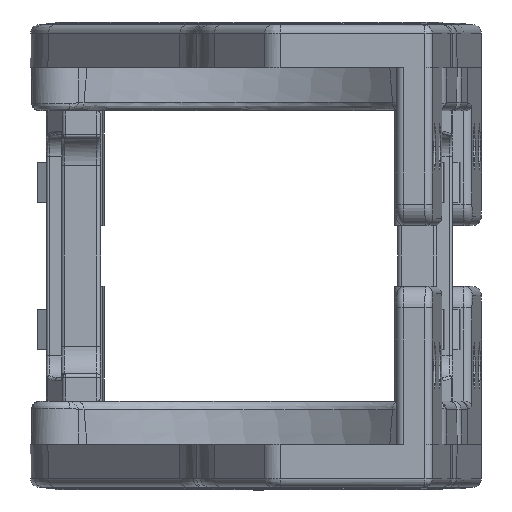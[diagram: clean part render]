
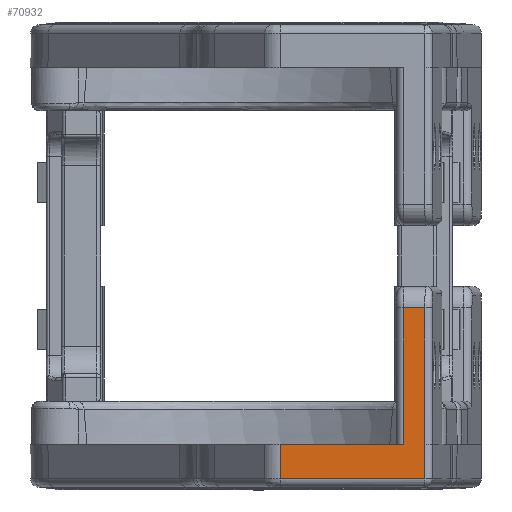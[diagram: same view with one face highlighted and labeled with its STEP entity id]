
A CAD part, left-side view. The second image highlights one B-rep face of the part: STEP entity #70932.
In plain terms, the highlighted planar face has unit normal (-0.999, 0.036, 0).
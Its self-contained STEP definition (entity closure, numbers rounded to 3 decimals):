
#3282 = VECTOR ( 'NONE', #57860, 1000. ) ;
#3552 = VERTEX_POINT ( 'NONE', #75255 ) ;
#4013 = DIRECTION ( 'NONE',  ( 0., 0., 1. ) ) ;
#5366 = EDGE_CURVE ( 'NONE', #6564, #3552, #95182, .T. ) ;
#5465 = CARTESIAN_POINT ( 'NONE',  ( -198.619, 167.586, -12.303 ) ) ;
#6511 = CARTESIAN_POINT ( 'NONE',  ( -199.229, 150.448, -105.341 ) ) ;
#6564 = VERTEX_POINT ( 'NONE', #5465 ) ;
#6980 = EDGE_CURVE ( 'NONE', #17393, #71461, #97270, .T. ) ;
#8233 = VECTOR ( 'NONE', #43544, 1000. ) ;
#10526 = DIRECTION ( 'NONE',  ( 0., 0., 1. ) ) ;
#12431 = CARTESIAN_POINT ( 'NONE',  ( -199.371, 146.451, 11.497 ) ) ;
#16736 = ORIENTED_EDGE ( 'NONE', *, *, #6980, .T. ) ;
#17393 = VERTEX_POINT ( 'NONE', #52557 ) ;
#18955 = ORIENTED_EDGE ( 'NONE', *, *, #5366, .T. ) ;
#20910 = EDGE_CURVE ( 'NONE', #91129, #17393, #79131, .T. ) ;
#23839 = CARTESIAN_POINT ( 'NONE',  ( -199.336, 147.45, -7.503 ) ) ;
#28592 = CARTESIAN_POINT ( 'NONE',  ( -198.619, 167.572, -13.487 ) ) ;
#28946 = VECTOR ( 'NONE', #10526, 1000. ) ;
#29169 = CARTESIAN_POINT ( 'NONE',  ( -199.371, 146.451, -12.303 ) ) ;
#30861 = LINE ( 'NONE', #42621, #65455 ) ;
#30892 = EDGE_CURVE ( 'NONE', #71461, #6564, #65138, .T. ) ;
#31551 = ORIENTED_EDGE ( 'NONE', *, *, #56893, .T. ) ;
#32601 = EDGE_LOOP ( 'NONE', ( #57416, #70625, #16736, #77873, #18955, #58775, #31551 ) ) ;
#36448 = VECTOR ( 'NONE', #50150, 1000. ) ;
#37442 = EDGE_CURVE ( 'NONE', #72144, #91129, #60251, .T. ) ;
#41054 = VECTOR ( 'NONE', #45155, 1000. ) ;
#42621 = CARTESIAN_POINT ( 'NONE',  ( -199.336, 147.45, -105.341 ) ) ;
#43512 = CARTESIAN_POINT ( 'NONE',  ( -199.371, 146.451, -7.503 ) ) ;
#43544 = DIRECTION ( 'NONE',  ( -0.036, -0.999, 0. ) ) ;
#45155 = DIRECTION ( 'NONE',  ( 0., 0., -1. ) ) ;
#49295 = LINE ( 'NONE', #70767, #28946 ) ;
#50150 = DIRECTION ( 'NONE',  ( 0.036, 0.999, 0. ) ) ;
#52557 = CARTESIAN_POINT ( 'NONE',  ( -199.229, 150.448, -7.503 ) ) ;
#56893 = EDGE_CURVE ( 'NONE', #60302, #72144, #30861, .T. ) ;
#56957 = DIRECTION ( 'NONE',  ( 0., -0.012, -1. ) ) ;
#57044 = FACE_OUTER_BOUND ( 'NONE', #32601, .T. ) ;
#57416 = ORIENTED_EDGE ( 'NONE', *, *, #37442, .T. ) ;
#57860 = DIRECTION ( 'NONE',  ( 0.036, 0.999, 0. ) ) ;
#58775 = ORIENTED_EDGE ( 'NONE', *, *, #63093, .T. ) ;
#60251 = LINE ( 'NONE', #12431, #36448 ) ;
#60302 = VERTEX_POINT ( 'NONE', #23839 ) ;
#61234 = CARTESIAN_POINT ( 'NONE',  ( -199.371, 146.451, -105.341 ) ) ;
#63093 = EDGE_CURVE ( 'NONE', #3552, #60302, #49295, .T. ) ;
#64886 = AXIS2_PLACEMENT_3D ( 'NONE', #61234, #76828, #83483 ) ;
#65138 = LINE ( 'NONE', #28592, #69988 ) ;
#65455 = VECTOR ( 'NONE', #4013, 1000. ) ;
#66011 = CARTESIAN_POINT ( 'NONE',  ( -198.617, 167.643, -7.503 ) ) ;
#67852 = CARTESIAN_POINT ( 'NONE',  ( -199.336, 147.45, 11.497 ) ) ;
#69988 = VECTOR ( 'NONE', #56957, 1000. ) ;
#70625 = ORIENTED_EDGE ( 'NONE', *, *, #20910, .T. ) ;
#70767 = CARTESIAN_POINT ( 'NONE',  ( -199.336, 147.45, -105.341 ) ) ;
#70932 = ADVANCED_FACE ( 'NONE', ( #57044 ), #84140, .F. ) ;
#71461 = VERTEX_POINT ( 'NONE', #66011 ) ;
#71683 = CARTESIAN_POINT ( 'NONE',  ( -199.229, 150.448, 11.497 ) ) ;
#72144 = VERTEX_POINT ( 'NONE', #67852 ) ;
#75255 = CARTESIAN_POINT ( 'NONE',  ( -199.336, 147.45, -12.303 ) ) ;
#76828 = DIRECTION ( 'NONE',  ( 0.999, -0.036, 0. ) ) ;
#77873 = ORIENTED_EDGE ( 'NONE', *, *, #30892, .T. ) ;
#79131 = LINE ( 'NONE', #6511, #41054 ) ;
#83483 = DIRECTION ( 'NONE',  ( 0., 0., -1. ) ) ;
#84140 = PLANE ( 'NONE',  #64886 ) ;
#91129 = VERTEX_POINT ( 'NONE', #71683 ) ;
#95182 = LINE ( 'NONE', #29169, #8233 ) ;
#97270 = LINE ( 'NONE', #43512, #3282 ) ;
